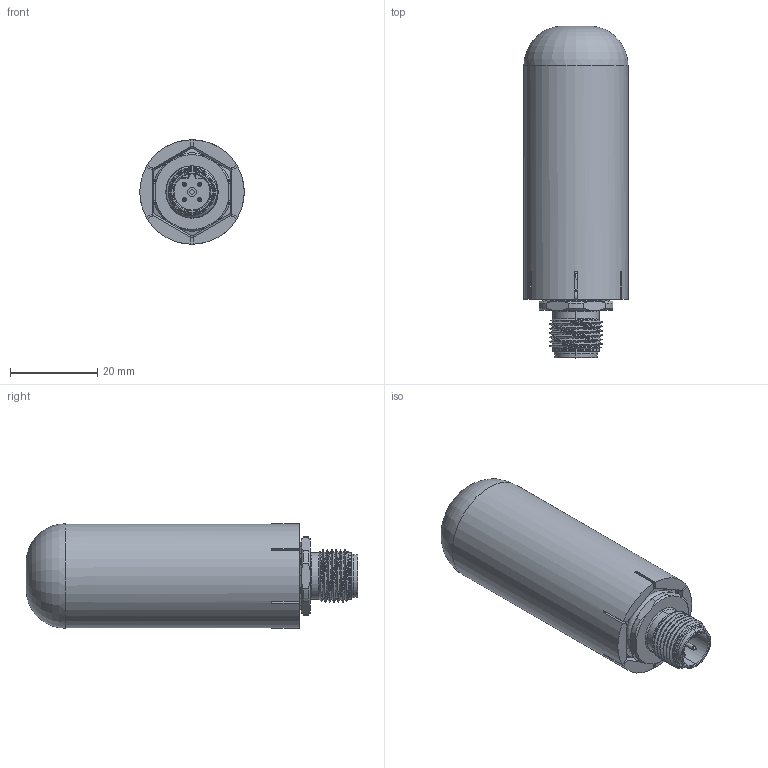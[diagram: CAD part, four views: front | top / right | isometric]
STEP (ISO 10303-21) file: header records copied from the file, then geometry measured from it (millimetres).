
FILE_DESCRIPTION(/* description */ ('STEP AP214'),/* implementation_level */ '2;1');
FILE_NAME(/* name */ '6028194d7f602613769f9b09',/* time_stamp */ '2021-02-13T18:24:16+00:00',/* author */ (''),/* organization */ (''),/* preprocessor_version */ 'ST-DEVELOPER v18.1',/* originating_system */ ' ',/* authorisation */ ' ');
FILE_SCHEMA (('AUTOMOTIVE_DESIGN {1 0 10303 214 3 1 1}'));
Length unit declared in the file: metre
Products named in the file (37): WalrusEnclosure; 09-Pin-Middle_1; C-T4132412041-000; Part 1; AVRISP; WQFN10; R0402; C0603; SOT23-3; 2_56; Board; SOLDERCUP_CONN_QUAD; C0402; LED_0603; DQM_R-PX2SON-N8; MS5803; DBV0005A; SO08; QFN20; R0603; POGO_PAD; MSOP_8; C-MS580302BA01-00
Assembly tree (36 placements, depth 2):
  WalrusEnclosure
    09-Pin-Middle_1
    C-T4132412041-000
    Part 1
    AVRISP
    WQFN10
    R0402
    C0603
    SOT23-3
    R0402
    C0603
    SOT23-3
    R0402
    R0402
    2_56
    R0402
    Board
    R0402
    SOLDERCUP_CONN_QUAD
    C0402
    LED_0603
    C0402
    C0402
    DQM_R-PX2SON-N8
    C0402
    MS5803
    C0402
    DBV0005A
    C0402
    SO08
    QFN20
    R0603
    POGO_PAD
    MSOP_8
    Part 1
    Part 1
    C-MS580302BA01-00
Bounding box: 24 x 76.3 x 24 mm (x, y, z)
Volume: 12863.7 mm3; surface area: 16964.4 mm2
Topology: 36 solids, 36 shells, 1589 faces, 3629 edges, 2004 vertices
Faces by surface type: plane 566, cylinder 545, sphere 196, bspline 185, cone 64, torus 33
Full cylindrical faces by diameter (mm): 0.254 x31, 0.3 x9, 1.02 x6, 1.9 x1, 2.5 x1, 4.166 x1, 6 x2, 7 x1, 13 x1, 16 x1, 21 x1, 24 x1
Entity records: 58473 total; most frequent: CARTESIAN_POINT 24067, DIRECTION 6955, ORIENTED_EDGE 6924, EDGE_CURVE 3462, AXIS2_PLACEMENT_3D 2604, VERTEX_POINT 1995, LINE 1747, VECTOR 1747
